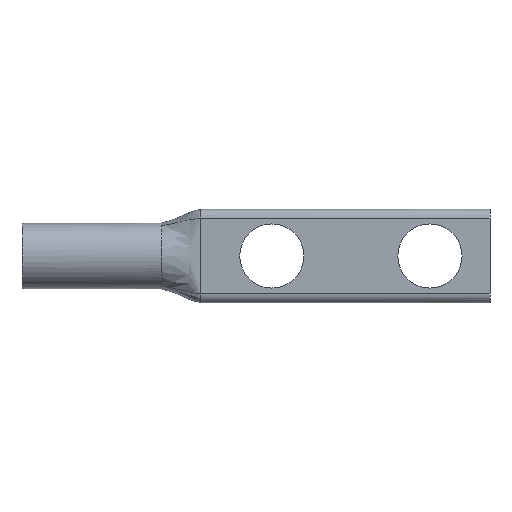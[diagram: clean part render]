
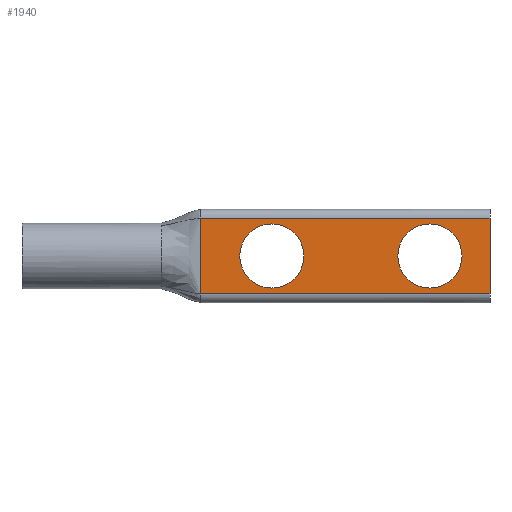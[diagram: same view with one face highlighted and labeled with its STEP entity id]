
A CAD part, front view. The second image highlights one B-rep face of the part: STEP entity #1940.
In plain terms, the highlighted planar face has unit normal (0, -1, 0).
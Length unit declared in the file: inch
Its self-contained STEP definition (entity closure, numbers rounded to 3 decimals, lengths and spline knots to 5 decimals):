
#9 = CARTESIAN_POINT ( 'NONE',  ( 1.13, 0., 0.24 ) ) ;
#13 = DIRECTION ( 'NONE',  ( 0., 0., 1. ) ) ;
#37 = DIRECTION ( 'NONE',  ( 0., 0., 1. ) ) ;
#61 = VECTOR ( 'NONE', #1483, 39.37008 ) ;
#92 = AXIS2_PLACEMENT_3D ( 'NONE', #807, #1299, #13 ) ;
#159 = DIRECTION ( 'NONE',  ( -1., 0., 0. ) ) ;
#176 = LINE ( 'NONE', #517, #1686 ) ;
#188 = AXIS2_PLACEMENT_3D ( 'NONE', #663, #345, #824 ) ;
#202 = CARTESIAN_POINT ( 'NONE',  ( 2.58, 0., 0. ) ) ;
#210 = DIRECTION ( 'NONE',  ( 0., 0., -1. ) ) ;
#310 = EDGE_CURVE ( 'NONE', #1655, #1498, #783, .T. ) ;
#313 = ORIENTED_EDGE ( 'NONE', *, *, #1671, .T. ) ;
#344 = EDGE_CURVE ( 'NONE', #799, #1843, #1415, .T. ) ;
#345 = DIRECTION ( 'NONE',  ( 0., 1., 0. ) ) ;
#356 = VECTOR ( 'NONE', #159, 39.37008 ) ;
#382 = ORIENTED_EDGE ( 'NONE', *, *, #344, .T. ) ;
#417 = VECTOR ( 'NONE', #1936, 39.37008 ) ;
#435 = VERTEX_POINT ( 'NONE', #9 ) ;
#446 = CIRCLE ( 'NONE', #92, 0.203 ) ;
#472 = CARTESIAN_POINT ( 'NONE',  ( 1.58, 0., -0.203 ) ) ;
#517 = CARTESIAN_POINT ( 'NONE',  ( 1.13, 0., 0. ) ) ;
#543 = EDGE_LOOP ( 'NONE', ( #2033, #382 ) ) ;
#583 = ORIENTED_EDGE ( 'NONE', *, *, #963, .F. ) ;
#663 = CARTESIAN_POINT ( 'NONE',  ( 1.58, 0., 0. ) ) ;
#783 = CIRCLE ( 'NONE', #188, 0.203 ) ;
#799 = VERTEX_POINT ( 'NONE', #1630 ) ;
#806 = LINE ( 'NONE', #1444, #61 ) ;
#807 = CARTESIAN_POINT ( 'NONE',  ( 1.58, 0., 0. ) ) ;
#808 = ORIENTED_EDGE ( 'NONE', *, *, #310, .T. ) ;
#816 = EDGE_CURVE ( 'NONE', #1489, #1153, #1013, .T. ) ;
#821 = CIRCLE ( 'NONE', #1048, 0.203 ) ;
#824 = DIRECTION ( 'NONE',  ( 0., 0., 1. ) ) ;
#830 = CARTESIAN_POINT ( 'NONE',  ( 3.56017, 0., 0.24 ) ) ;
#832 = DIRECTION ( 'NONE',  ( 0., 1., 0. ) ) ;
#834 = EDGE_CURVE ( 'NONE', #435, #904, #176, .T. ) ;
#838 = ORIENTED_EDGE ( 'NONE', *, *, #834, .T. ) ;
#904 = VERTEX_POINT ( 'NONE', #1086 ) ;
#941 = CARTESIAN_POINT ( 'NONE',  ( 2.96, 0., 0.24 ) ) ;
#963 = EDGE_CURVE ( 'NONE', #1153, #904, #806, .T. ) ;
#971 = EDGE_LOOP ( 'NONE', ( #1474, #838, #583, #1446 ) ) ;
#996 = CARTESIAN_POINT ( 'NONE',  ( 3.56017, 0., 0. ) ) ;
#1013 = LINE ( 'NONE', #1470, #417 ) ;
#1036 = FACE_OUTER_BOUND ( 'NONE', #971, .T. ) ;
#1048 = AXIS2_PLACEMENT_3D ( 'NONE', #1110, #1291, #37 ) ;
#1086 = CARTESIAN_POINT ( 'NONE',  ( 1.13, 0., -0.24 ) ) ;
#1110 = CARTESIAN_POINT ( 'NONE',  ( 2.58, 0., 0. ) ) ;
#1147 = DIRECTION ( 'NONE',  ( 0., 0., 1. ) ) ;
#1153 = VERTEX_POINT ( 'NONE', #1260 ) ;
#1184 = FACE_BOUND ( 'NONE', #543, .T. ) ;
#1260 = CARTESIAN_POINT ( 'NONE',  ( 2.96, 0., -0.24 ) ) ;
#1291 = DIRECTION ( 'NONE',  ( 0., 1., 0. ) ) ;
#1299 = DIRECTION ( 'NONE',  ( 0., 1., 0. ) ) ;
#1383 = AXIS2_PLACEMENT_3D ( 'NONE', #202, #832, #1147 ) ;
#1415 = CIRCLE ( 'NONE', #1383, 0.203 ) ;
#1444 = CARTESIAN_POINT ( 'NONE',  ( 3.56017, 0., -0.24 ) ) ;
#1446 = ORIENTED_EDGE ( 'NONE', *, *, #816, .F. ) ;
#1455 = EDGE_CURVE ( 'NONE', #1843, #799, #821, .T. ) ;
#1469 = EDGE_LOOP ( 'NONE', ( #808, #313 ) ) ;
#1470 = CARTESIAN_POINT ( 'NONE',  ( 2.96, 0., 0. ) ) ;
#1474 = ORIENTED_EDGE ( 'NONE', *, *, #1813, .T. ) ;
#1478 = DIRECTION ( 'NONE',  ( 0., 0., -1. ) ) ;
#1483 = DIRECTION ( 'NONE',  ( -1., 0., 0. ) ) ;
#1489 = VERTEX_POINT ( 'NONE', #941 ) ;
#1498 = VERTEX_POINT ( 'NONE', #472 ) ;
#1630 = CARTESIAN_POINT ( 'NONE',  ( 2.58, 0., -0.203 ) ) ;
#1631 = LINE ( 'NONE', #830, #356 ) ;
#1655 = VERTEX_POINT ( 'NONE', #1947 ) ;
#1660 = PLANE ( 'NONE',  #1980 ) ;
#1671 = EDGE_CURVE ( 'NONE', #1498, #1655, #446, .T. ) ;
#1686 = VECTOR ( 'NONE', #1478, 39.37008 ) ;
#1739 = CARTESIAN_POINT ( 'NONE',  ( 2.58, 0., 0.203 ) ) ;
#1805 = DIRECTION ( 'NONE',  ( 0., -1., 0. ) ) ;
#1813 = EDGE_CURVE ( 'NONE', #1489, #435, #1631, .T. ) ;
#1843 = VERTEX_POINT ( 'NONE', #1739 ) ;
#1936 = DIRECTION ( 'NONE',  ( 0., 0., -1. ) ) ;
#1939 = FACE_BOUND ( 'NONE', #1469, .T. ) ;
#1940 = ADVANCED_FACE ( 'NONE', ( #1036, #1939, #1184 ), #1660, .T. ) ;
#1947 = CARTESIAN_POINT ( 'NONE',  ( 1.58, 0., 0.203 ) ) ;
#1980 = AXIS2_PLACEMENT_3D ( 'NONE', #996, #1805, #210 ) ;
#2033 = ORIENTED_EDGE ( 'NONE', *, *, #1455, .T. ) ;
